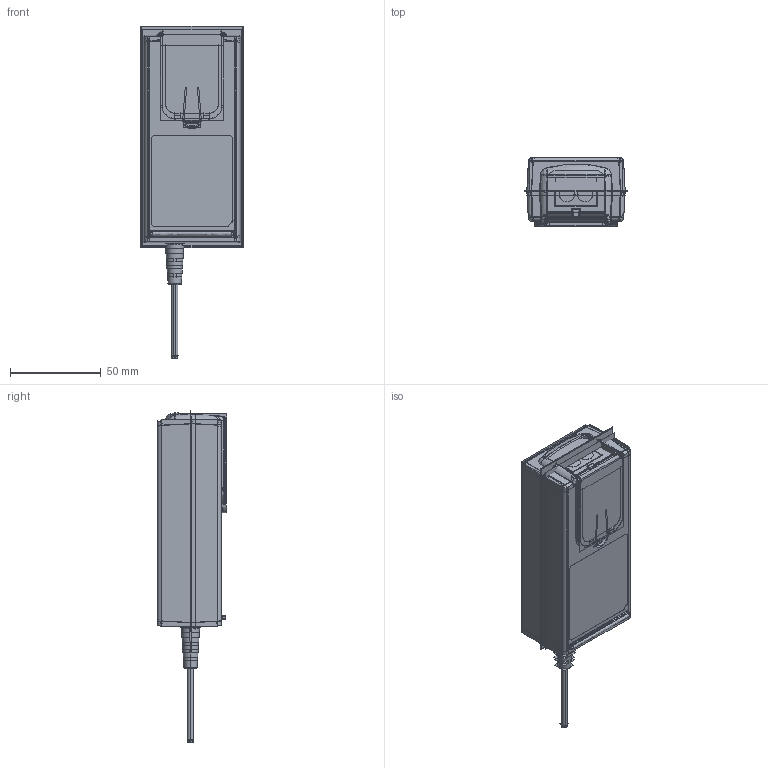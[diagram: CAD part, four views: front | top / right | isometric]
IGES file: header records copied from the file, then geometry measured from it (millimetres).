
Start section:  PTC IGES file: GTM96605-R3.igs
Global section: file name: GTM96605-R3.igs; native system: Creo Parametric by PTC Inc.; preprocessor: 2018050; author: rd05; organization: Unknown; date: 20201207.151701; units: millimetre
Bounding box: 56.26 x 38.14 x 182.74 mm (x, y, z)
Surface area: 269532.8 mm2 (no closed solid volume)
Topology: 0 solids, 0 shells, 2442 faces, 35051 edges, 45760 vertices
Faces by surface type: bspline 1426, revolution 1008, extrusion 8
